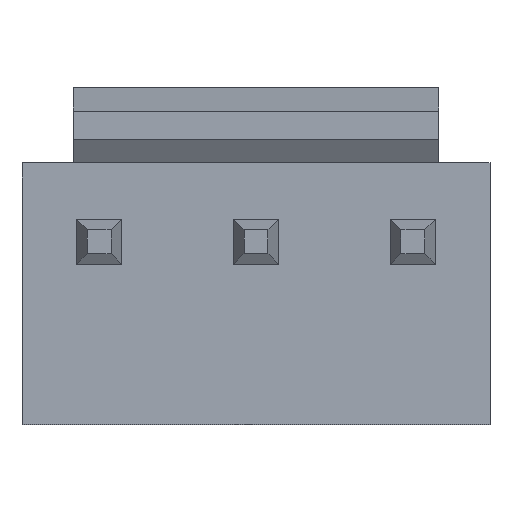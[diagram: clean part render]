
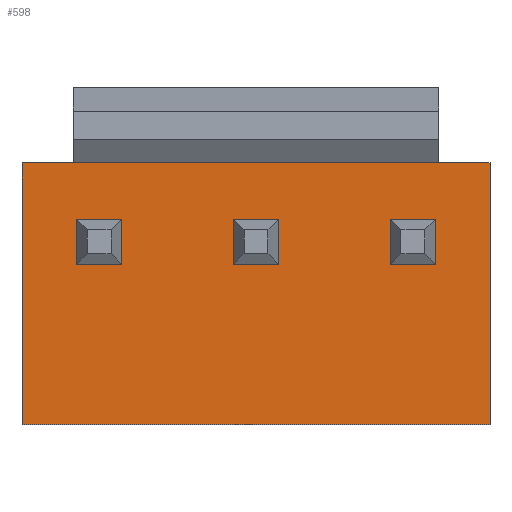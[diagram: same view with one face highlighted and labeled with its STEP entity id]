
A CAD part, top view. The second image highlights one B-rep face of the part: STEP entity #598.
In plain terms, the highlighted planar face has unit normal (0, 0, 1).
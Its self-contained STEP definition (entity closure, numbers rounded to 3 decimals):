
#3 = VECTOR ( 'NONE', #1102, 1000. ) ;
#4 = VECTOR ( 'NONE', #59, 1000. ) ;
#8 = DIRECTION ( 'NONE',  ( 1., 0., 0. ) ) ;
#42 = CARTESIAN_POINT ( 'NONE',  ( -4.61, 2.35, 3.2 ) ) ;
#43 = LINE ( 'NONE', #170, #1199 ) ;
#51 = VERTEX_POINT ( 'NONE', #191 ) ;
#59 = DIRECTION ( 'NONE',  ( 1., 0., 0. ) ) ;
#61 = LINE ( 'NONE', #949, #1306 ) ;
#65 = EDGE_CURVE ( 'NONE', #312, #542, #1827, .T. ) ;
#84 = EDGE_CURVE ( 'NONE', #51, #1422, #1992, .T. ) ;
#86 = VERTEX_POINT ( 'NONE', #448 ) ;
#88 = ORIENTED_EDGE ( 'NONE', *, *, #240, .F. ) ;
#101 = DIRECTION ( 'NONE',  ( 1., 0., 0. ) ) ;
#102 = EDGE_CURVE ( 'NONE', #264, #318, #1236, .T. ) ;
#117 = CARTESIAN_POINT ( 'NONE',  ( 0., 2.35, 3.2 ) ) ;
#156 = CARTESIAN_POINT ( 'NONE',  ( -4.53, -0.22, 3.2 ) ) ;
#170 = CARTESIAN_POINT ( 'NONE',  ( 3.39, 0.92, 3.2 ) ) ;
#183 = EDGE_CURVE ( 'NONE', #1594, #400, #1058, .T. ) ;
#191 = CARTESIAN_POINT ( 'NONE',  ( -3.39, -0.22, 3.2 ) ) ;
#195 = VERTEX_POINT ( 'NONE', #480 ) ;
#233 = DIRECTION ( 'NONE',  ( -1., 0., 0. ) ) ;
#238 = FACE_BOUND ( 'NONE', #1270, .T. ) ;
#240 = EDGE_CURVE ( 'NONE', #195, #735, #1184, .T. ) ;
#257 = ORIENTED_EDGE ( 'NONE', *, *, #84, .F. ) ;
#264 = VERTEX_POINT ( 'NONE', #1991 ) ;
#271 = ORIENTED_EDGE ( 'NONE', *, *, #65, .T. ) ;
#287 = EDGE_LOOP ( 'NONE', ( #1654, #1433, #1101, #1834, #88, #1877 ) ) ;
#289 = CARTESIAN_POINT ( 'NONE',  ( -3.39, 0., 3.2 ) ) ;
#300 = DIRECTION ( 'NONE',  ( 1., 0., 0. ) ) ;
#301 = LINE ( 'NONE', #695, #1078 ) ;
#303 = VECTOR ( 'NONE', #1322, 1000. ) ;
#312 = VERTEX_POINT ( 'NONE', #774 ) ;
#318 = VERTEX_POINT ( 'NONE', #798 ) ;
#322 = EDGE_CURVE ( 'NONE', #51, #1458, #1663, .T. ) ;
#325 = DIRECTION ( 'NONE',  ( 0., 1., 0. ) ) ;
#328 = CARTESIAN_POINT ( 'NONE',  ( -0.57, 0.92, 3.2 ) ) ;
#335 = VECTOR ( 'NONE', #1324, 1000. ) ;
#336 = CARTESIAN_POINT ( 'NONE',  ( 4.61, 2.35, 3.2 ) ) ;
#359 = CARTESIAN_POINT ( 'NONE',  ( 5.91, -4.25, 3.2 ) ) ;
#400 = VERTEX_POINT ( 'NONE', #1094 ) ;
#411 = FACE_OUTER_BOUND ( 'NONE', #287, .T. ) ;
#415 = CARTESIAN_POINT ( 'NONE',  ( 4.53, 0., 3.2 ) ) ;
#444 = PLANE ( 'NONE',  #1933 ) ;
#448 = CARTESIAN_POINT ( 'NONE',  ( 3.39, 0.92, 3.2 ) ) ;
#464 = DIRECTION ( 'NONE',  ( 0., 1., 0. ) ) ;
#480 = CARTESIAN_POINT ( 'NONE',  ( -5.91, 2.35, 3.2 ) ) ;
#482 = LINE ( 'NONE', #1349, #521 ) ;
#491 = DIRECTION ( 'NONE',  ( 1., 0., 0. ) ) ;
#521 = VECTOR ( 'NONE', #300, 1000. ) ;
#528 = ORIENTED_EDGE ( 'NONE', *, *, #322, .T. ) ;
#530 = CARTESIAN_POINT ( 'NONE',  ( -5.91, -4.25, 3.2 ) ) ;
#535 = EDGE_CURVE ( 'NONE', #733, #1458, #1756, .T. ) ;
#540 = CARTESIAN_POINT ( 'NONE',  ( -0.57, -0.22, 3.2 ) ) ;
#542 = VERTEX_POINT ( 'NONE', #540 ) ;
#553 = DIRECTION ( 'NONE',  ( 1., 0., 0. ) ) ;
#559 = ORIENTED_EDGE ( 'NONE', *, *, #1398, .F. ) ;
#598 = ADVANCED_FACE ( 'NONE', ( #411, #1168, #1243, #238 ), #444, .F. ) ;
#620 = DIRECTION ( 'NONE',  ( 0., -1., 0. ) ) ;
#651 = CARTESIAN_POINT ( 'NONE',  ( 0., 2.35, 3.2 ) ) ;
#657 = VECTOR ( 'NONE', #1356, 1000. ) ;
#659 = EDGE_CURVE ( 'NONE', #735, #858, #1459, .T. ) ;
#671 = LINE ( 'NONE', #1493, #1843 ) ;
#695 = CARTESIAN_POINT ( 'NONE',  ( 0.57, 0., 3.2 ) ) ;
#733 = VERTEX_POINT ( 'NONE', #756 ) ;
#735 = VERTEX_POINT ( 'NONE', #42 ) ;
#751 = LINE ( 'NONE', #1321, #773 ) ;
#756 = CARTESIAN_POINT ( 'NONE',  ( -4.53, 0.92, 3.2 ) ) ;
#768 = VERTEX_POINT ( 'NONE', #933 ) ;
#773 = VECTOR ( 'NONE', #553, 1000. ) ;
#774 = CARTESIAN_POINT ( 'NONE',  ( 0.57, -0.22, 3.2 ) ) ;
#798 = CARTESIAN_POINT ( 'NONE',  ( 4.53, 0.92, 3.2 ) ) ;
#858 = VERTEX_POINT ( 'NONE', #336 ) ;
#866 = LINE ( 'NONE', #1653, #1632 ) ;
#873 = EDGE_LOOP ( 'NONE', ( #257, #528, #979, #1624 ) ) ;
#882 = VECTOR ( 'NONE', #325, 1000. ) ;
#933 = CARTESIAN_POINT ( 'NONE',  ( 5.91, 2.35, 3.2 ) ) ;
#949 = CARTESIAN_POINT ( 'NONE',  ( -5.91, -4.25, 3.2 ) ) ;
#958 = DIRECTION ( 'NONE',  ( 0., -1., 0. ) ) ;
#979 = ORIENTED_EDGE ( 'NONE', *, *, #535, .F. ) ;
#998 = CARTESIAN_POINT ( 'NONE',  ( -3.39, 0.92, 3.2 ) ) ;
#1010 = DIRECTION ( 'NONE',  ( 0., 1., 0. ) ) ;
#1014 = CARTESIAN_POINT ( 'NONE',  ( 5.91, -4.25, 3.2 ) ) ;
#1044 = ORIENTED_EDGE ( 'NONE', *, *, #1469, .F. ) ;
#1047 = EDGE_CURVE ( 'NONE', #733, #1422, #751, .T. ) ;
#1055 = VECTOR ( 'NONE', #620, 1000. ) ;
#1058 = LINE ( 'NONE', #1446, #4 ) ;
#1072 = EDGE_CURVE ( 'NONE', #1879, #1435, #482, .T. ) ;
#1078 = VECTOR ( 'NONE', #1010, 1000. ) ;
#1085 = CARTESIAN_POINT ( 'NONE',  ( -4.53, -0.22, 3.2 ) ) ;
#1094 = CARTESIAN_POINT ( 'NONE',  ( 0.57, 0.92, 3.2 ) ) ;
#1101 = ORIENTED_EDGE ( 'NONE', *, *, #1709, .F. ) ;
#1102 = DIRECTION ( 'NONE',  ( -1., 0., 0. ) ) ;
#1121 = LINE ( 'NONE', #359, #1537 ) ;
#1136 = ORIENTED_EDGE ( 'NONE', *, *, #102, .F. ) ;
#1168 = FACE_BOUND ( 'NONE', #873, .T. ) ;
#1184 = LINE ( 'NONE', #117, #657 ) ;
#1199 = VECTOR ( 'NONE', #8, 1000. ) ;
#1236 = LINE ( 'NONE', #415, #1940 ) ;
#1243 = FACE_BOUND ( 'NONE', #1258, .T. ) ;
#1258 = EDGE_LOOP ( 'NONE', ( #1972, #271, #1044, #1326 ) ) ;
#1267 = DIRECTION ( 'NONE',  ( 0., 1., 0. ) ) ;
#1270 = EDGE_LOOP ( 'NONE', ( #1136, #1639, #559, #1289 ) ) ;
#1289 = ORIENTED_EDGE ( 'NONE', *, *, #1667, .T. ) ;
#1306 = VECTOR ( 'NONE', #958, 1000. ) ;
#1321 = CARTESIAN_POINT ( 'NONE',  ( -4.53, 0.92, 3.2 ) ) ;
#1322 = DIRECTION ( 'NONE',  ( 0., -1., 0. ) ) ;
#1324 = DIRECTION ( 'NONE',  ( 0., -1., 0. ) ) ;
#1326 = ORIENTED_EDGE ( 'NONE', *, *, #183, .T. ) ;
#1349 = CARTESIAN_POINT ( 'NONE',  ( -5.91, -4.25, 3.2 ) ) ;
#1356 = DIRECTION ( 'NONE',  ( 1., 0., 0. ) ) ;
#1398 = EDGE_CURVE ( 'NONE', #86, #1461, #1496, .T. ) ;
#1403 = DIRECTION ( 'NONE',  ( -1., 0., 0. ) ) ;
#1422 = VERTEX_POINT ( 'NONE', #998 ) ;
#1433 = ORIENTED_EDGE ( 'NONE', *, *, #1983, .T. ) ;
#1435 = VERTEX_POINT ( 'NONE', #1014 ) ;
#1446 = CARTESIAN_POINT ( 'NONE',  ( -0.57, 0.92, 3.2 ) ) ;
#1458 = VERTEX_POINT ( 'NONE', #1085 ) ;
#1459 = LINE ( 'NONE', #651, #1672 ) ;
#1461 = VERTEX_POINT ( 'NONE', #1982 ) ;
#1469 = EDGE_CURVE ( 'NONE', #1594, #542, #1473, .T. ) ;
#1473 = LINE ( 'NONE', #1990, #1055 ) ;
#1479 = CARTESIAN_POINT ( 'NONE',  ( 3.39, 0., 3.2 ) ) ;
#1493 = CARTESIAN_POINT ( 'NONE',  ( 3.39, -0.22, 3.2 ) ) ;
#1496 = LINE ( 'NONE', #1479, #303 ) ;
#1505 = VECTOR ( 'NONE', #233, 1000. ) ;
#1511 = CARTESIAN_POINT ( 'NONE',  ( -4.53, 0., 3.2 ) ) ;
#1537 = VECTOR ( 'NONE', #1267, 1000. ) ;
#1566 = EDGE_CURVE ( 'NONE', #312, #400, #301, .T. ) ;
#1594 = VERTEX_POINT ( 'NONE', #328 ) ;
#1624 = ORIENTED_EDGE ( 'NONE', *, *, #1047, .T. ) ;
#1632 = VECTOR ( 'NONE', #101, 1000. ) ;
#1639 = ORIENTED_EDGE ( 'NONE', *, *, #1778, .T. ) ;
#1653 = CARTESIAN_POINT ( 'NONE',  ( 0., 2.35, 3.2 ) ) ;
#1654 = ORIENTED_EDGE ( 'NONE', *, *, #1072, .T. ) ;
#1656 = CARTESIAN_POINT ( 'NONE',  ( 0., 0., 3.2 ) ) ;
#1663 = LINE ( 'NONE', #156, #3 ) ;
#1667 = EDGE_CURVE ( 'NONE', #86, #318, #43, .T. ) ;
#1672 = VECTOR ( 'NONE', #491, 1000. ) ;
#1709 = EDGE_CURVE ( 'NONE', #858, #768, #866, .T. ) ;
#1756 = LINE ( 'NONE', #1511, #335 ) ;
#1778 = EDGE_CURVE ( 'NONE', #264, #1461, #671, .T. ) ;
#1794 = DIRECTION ( 'NONE',  ( 0., 0., -1. ) ) ;
#1811 = DIRECTION ( 'NONE',  ( -1., 0., 0. ) ) ;
#1820 = CARTESIAN_POINT ( 'NONE',  ( -0.57, -0.22, 3.2 ) ) ;
#1827 = LINE ( 'NONE', #1820, #1505 ) ;
#1834 = ORIENTED_EDGE ( 'NONE', *, *, #659, .F. ) ;
#1843 = VECTOR ( 'NONE', #1811, 1000. ) ;
#1877 = ORIENTED_EDGE ( 'NONE', *, *, #1961, .T. ) ;
#1879 = VERTEX_POINT ( 'NONE', #530 ) ;
#1933 = AXIS2_PLACEMENT_3D ( 'NONE', #1656, #1794, #1403 ) ;
#1940 = VECTOR ( 'NONE', #464, 1000. ) ;
#1961 = EDGE_CURVE ( 'NONE', #195, #1879, #61, .T. ) ;
#1972 = ORIENTED_EDGE ( 'NONE', *, *, #1566, .F. ) ;
#1982 = CARTESIAN_POINT ( 'NONE',  ( 3.39, -0.22, 3.2 ) ) ;
#1983 = EDGE_CURVE ( 'NONE', #1435, #768, #1121, .T. ) ;
#1990 = CARTESIAN_POINT ( 'NONE',  ( -0.57, 0., 3.2 ) ) ;
#1991 = CARTESIAN_POINT ( 'NONE',  ( 4.53, -0.22, 3.2 ) ) ;
#1992 = LINE ( 'NONE', #289, #882 ) ;
